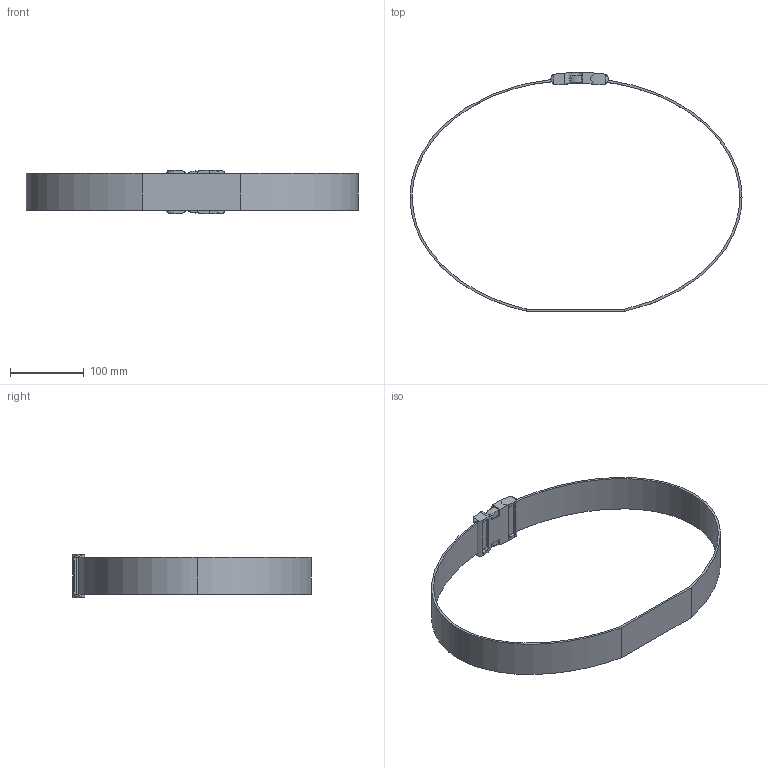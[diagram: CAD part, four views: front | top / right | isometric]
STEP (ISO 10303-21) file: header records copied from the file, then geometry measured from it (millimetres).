
FILE_DESCRIPTION(/* description */ (''),/* implementation_level */ '2;1');
FILE_NAME(/* name */ 'Belt',/* time_stamp */ '2020-06-15T02:24:15-07:00',/* author */ (''),/* organization */ (''),/* preprocessor_version */ 'ST-DEVELOPER v16.5',/* originating_system */ '',/* authorisation */ '');
FILE_SCHEMA (('CONFIG_CONTROL_DESIGN'));
Length unit declared in the file: millimetre
Products named in the file (1): Document
Bounding box: 449.24 x 323.25 x 59.45 mm (x, y, z)
Volume: 230331.6 mm3; surface area: 152797.3 mm2
Topology: 3 solids, 3 shells, 324 faces, 939 edges, 611 vertices
Faces by surface type: plane 180, bspline 144
Entity records: 12834 total; most frequent: CARTESIAN_POINT 7087, ORIENTED_EDGE 1878, EDGE_CURVE 939, B_SPLINE_CURVE_WITH_KNOTS 703, VERTEX_POINT 611, EDGE_LOOP 328, ADVANCED_FACE 324, FACE_OUTER_BOUND 324
